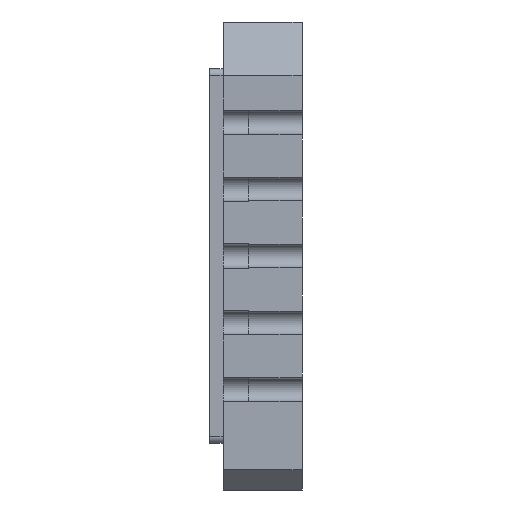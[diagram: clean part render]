
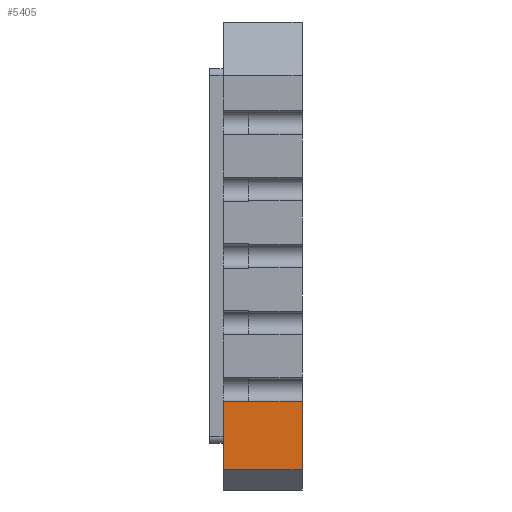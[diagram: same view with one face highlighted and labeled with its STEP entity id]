
A CAD part, left-side view. The second image highlights one B-rep face of the part: STEP entity #5405.
In plain terms, the highlighted planar face has unit normal (-1, 0, 0).
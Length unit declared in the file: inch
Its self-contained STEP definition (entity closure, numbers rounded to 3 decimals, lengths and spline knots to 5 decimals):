
#533=DIRECTION('',(0.,0.,1.));
#534=VECTOR('',#533,0.00364);
#535=CARTESIAN_POINT('',(-0.175,-0.00014,-0.1125));
#536=LINE('',#535,#534);
#695=DIRECTION('',(0.,-1.,0.));
#696=VECTOR('',#695,0.019);
#697=CARTESIAN_POINT('',(-0.175,0.059,-0.109));
#698=LINE('',#697,#696);
#702=DIRECTION('',(0.,-1.,0.));
#703=VECTOR('',#702,0.00014);
#704=CARTESIAN_POINT('',(-0.175,0.,-0.1125));
#705=LINE('',#704,#703);
#709=DIRECTION('',(0.,0.,-1.));
#710=VECTOR('',#709,0.0475);
#711=CARTESIAN_POINT('',(-0.175,0.,-0.1125));
#712=LINE('',#711,#710);
#1166=DIRECTION('',(0.,0.,1.));
#1167=VECTOR('',#1166,0.051);
#1168=CARTESIAN_POINT('',(-0.175,0.059,-0.16));
#1169=LINE('',#1168,#1167);
#1306=DIRECTION('',(0.,1.,0.));
#1307=VECTOR('',#1306,0.059);
#1308=CARTESIAN_POINT('',(-0.175,0.,-0.16));
#1309=LINE('',#1308,#1307);
#4149=DIRECTION('',(0.,0.,-1.));
#4150=VECTOR('',#4149,0.00014);
#4151=CARTESIAN_POINT('',(-0.175,0.04,-0.10887));
#4152=LINE('',#4151,#4150);
#4163=DIRECTION('',(0.,1.,0.));
#4164=VECTOR('',#4163,0.04014);
#4165=CARTESIAN_POINT('',(-0.175,-0.00014,-0.10887));
#4166=LINE('',#4165,#4164);
#4419=CARTESIAN_POINT('',(-0.175,0.,-0.16));
#4421=VERTEX_POINT('',#4419);
#4845=CARTESIAN_POINT('',(-0.175,0.059,-0.109));
#4846=VERTEX_POINT('',#4845);
#4848=CARTESIAN_POINT('',(-0.175,0.04,-0.10887));
#4850=VERTEX_POINT('',#4848);
#4851=CARTESIAN_POINT('',(-0.175,0.04,-0.109));
#4853=VERTEX_POINT('',#4851);
#4861=CARTESIAN_POINT('',(-0.175,-0.00014,-0.1125));
#4862=CARTESIAN_POINT('',(-0.175,-0.00014,-0.10887));
#4863=VERTEX_POINT('',#4861);
#4864=VERTEX_POINT('',#4862);
#4869=CARTESIAN_POINT('',(-0.175,0.,-0.1125));
#4870=VERTEX_POINT('',#4869);
#4951=CARTESIAN_POINT('',(-0.175,0.059,-0.16));
#4953=VERTEX_POINT('',#4951);
#5385=CARTESIAN_POINT('',(-0.175,0.,-0.175));
#5386=DIRECTION('',(-1.,0.,0.));
#5387=DIRECTION('',(0.,0.,1.));
#5388=AXIS2_PLACEMENT_3D('',#5385,#5386,#5387);
#5389=PLANE('',#5388);
#5391=ORIENTED_EDGE('',*,*,#5390,.T.);
#5393=ORIENTED_EDGE('',*,*,#5392,.T.);
#5395=ORIENTED_EDGE('',*,*,#5394,.T.);
#5397=ORIENTED_EDGE('',*,*,#5396,.F.);
#5399=ORIENTED_EDGE('',*,*,#5398,.F.);
#5400=ORIENTED_EDGE('',*,*,#5214,.F.);
#5401=ORIENTED_EDGE('',*,*,#5186,.F.);
#5402=ORIENTED_EDGE('',*,*,#5173,.T.);
#5403=EDGE_LOOP('',(#5391,#5393,#5395,#5397,#5399,#5400,#5401,#5402));
#5404=FACE_OUTER_BOUND('',#5403,.F.);
#5405=ADVANCED_FACE('',(#5404),#5389,.T.);
#5173=EDGE_CURVE('',#4870,#4421,#712,.T.);
#5186=EDGE_CURVE('',#4870,#4863,#705,.T.);
#5214=EDGE_CURVE('',#4863,#4864,#536,.T.);
#5390=EDGE_CURVE('',#4421,#4953,#1309,.T.);
#5392=EDGE_CURVE('',#4953,#4846,#1169,.T.);
#5394=EDGE_CURVE('',#4846,#4853,#698,.T.);
#5396=EDGE_CURVE('',#4850,#4853,#4152,.T.);
#5398=EDGE_CURVE('',#4864,#4850,#4166,.T.);
